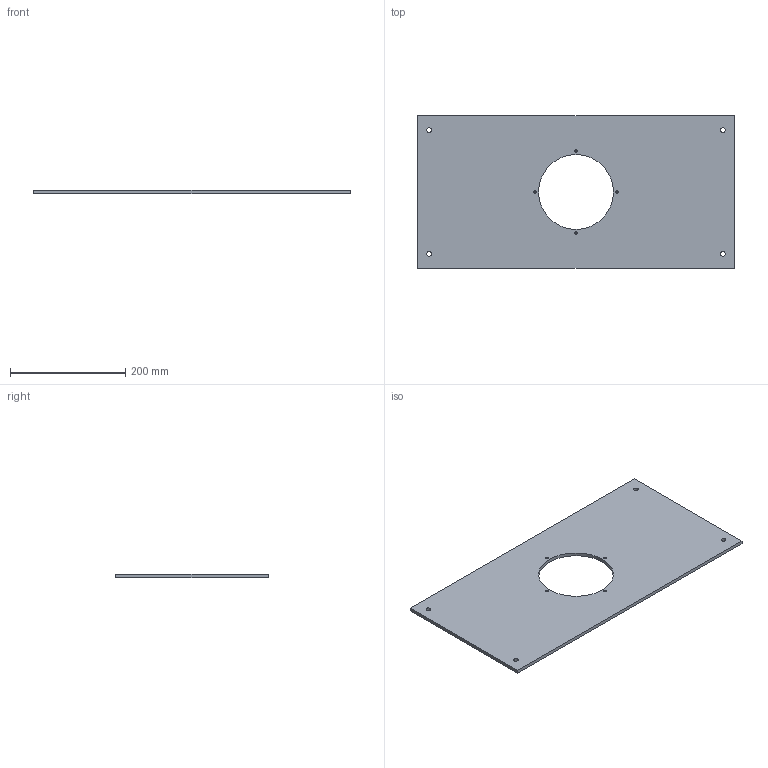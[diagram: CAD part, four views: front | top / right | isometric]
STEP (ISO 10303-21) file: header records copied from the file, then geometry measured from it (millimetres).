
FILE_DESCRIPTION (( 'STEP AP203' ), '1' );
FILE_NAME ('BACK-PLATE.STEP', '2026-01-20T11:21:55', ( '' ), ( '' ), 'SwSTEP 2.0', 'SolidWorks 2024', '' );
FILE_SCHEMA (( 'CONFIG_CONTROL_DESIGN' ));
Length unit declared in the file: millimetre
Products named in the file (1): BACK-PLATE
Bounding box: 550 x 265 x 6 mm (x, y, z)
Volume: 793305.7 mm3; surface area: 277593.1 mm2
Topology: 1 solids, 1 shells, 15 faces, 41 edges, 28 vertices
Faces by surface type: cylinder 9, plane 6
Full cylindrical faces by diameter (mm): 4.3 x4, 8 x4, 130 x1
Entity records: 537 total; most frequent: DIRECTION 80, CARTESIAN_POINT 72, ORIENTED_EDGE 60, EDGE_LOOP 42, AXIS2_PLACEMENT_3D 34, EDGE_CURVE 30, VERTEX_POINT 26, FACE_OUTER_BOUND 24
